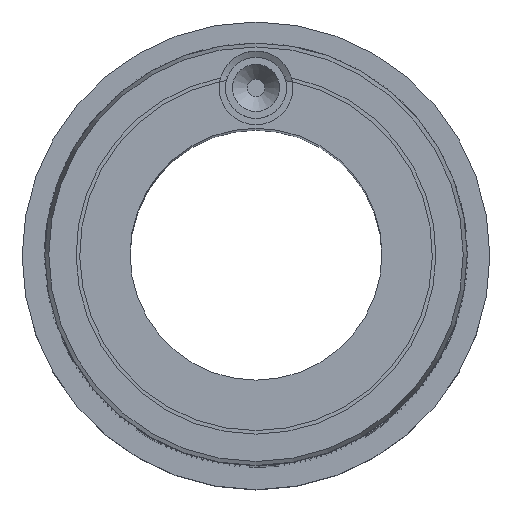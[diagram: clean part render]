
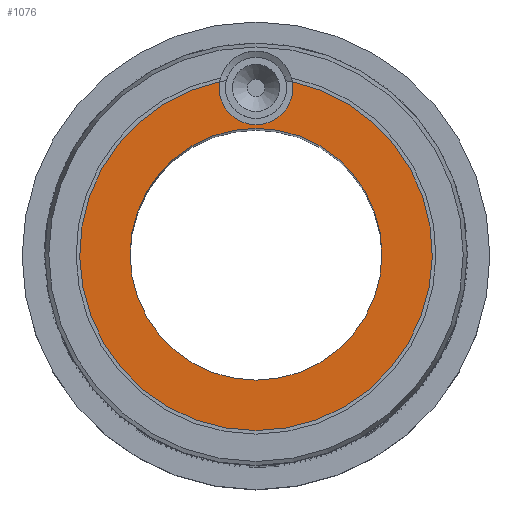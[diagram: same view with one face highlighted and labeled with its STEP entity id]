
A CAD part, top view. The second image highlights one B-rep face of the part: STEP entity #1076.
In plain terms, the highlighted face is planar.
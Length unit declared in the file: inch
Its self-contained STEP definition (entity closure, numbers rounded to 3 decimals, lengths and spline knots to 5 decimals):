
#96=FACE_BOUND('',#410,.T.);
#347=FACE_OUTER_BOUND('',#409,.T.);
#409=EDGE_LOOP('',(#761,#762));
#410=EDGE_LOOP('',(#763));
#486=CIRCLE('',#1195,0.256);
#488=CIRCLE('',#1198,1.25);
#489=CIRCLE('',#1200,0.875);
#515=VERTEX_POINT('',#1639);
#516=VERTEX_POINT('',#1641);
#518=VERTEX_POINT('',#1649);
#614=EDGE_CURVE('',#516,#515,#486,.T.);
#617=EDGE_CURVE('',#515,#516,#488,.T.);
#618=EDGE_CURVE('',#518,#518,#489,.T.);
#761=ORIENTED_EDGE('',*,*,#614,.T.);
#762=ORIENTED_EDGE('',*,*,#617,.T.);
#763=ORIENTED_EDGE('',*,*,#618,.F.);
#1029=PLANE('',#1199);
#1076=ADVANCED_FACE('',(#347,#96),#1029,.T.);
#1195=AXIS2_PLACEMENT_3D('',#1642,#1313,#1314);
#1198=AXIS2_PLACEMENT_3D('',#1647,#1320,#1321);
#1199=AXIS2_PLACEMENT_3D('',#1648,#1322,#1323);
#1200=AXIS2_PLACEMENT_3D('',#1650,#1324,#1325);
#1313=DIRECTION('center_axis',(-1.,0.,0.));
#1314=DIRECTION('ref_axis',(0.,1.,0.));
#1320=DIRECTION('center_axis',(1.,0.,0.));
#1321=DIRECTION('ref_axis',(0.,1.,0.));
#1322=DIRECTION('center_axis',(1.,0.,0.));
#1323=DIRECTION('ref_axis',(0.,0.,-1.));
#1324=DIRECTION('center_axis',(1.,0.,0.));
#1325=DIRECTION('ref_axis',(0.,1.,0.));
#1639=CARTESIAN_POINT('',(0.,1.22548,0.24639));
#1641=CARTESIAN_POINT('',(0.,1.22548,-0.24639));
#1642=CARTESIAN_POINT('Origin',(0.,1.156,0.));
#1647=CARTESIAN_POINT('Origin',(0.,0.,
0.));
#1648=CARTESIAN_POINT('Origin',(0.,1.0625,0.));
#1649=CARTESIAN_POINT('',(0.,0.875,0.));
#1650=CARTESIAN_POINT('Origin',(0.,0.,
0.));
